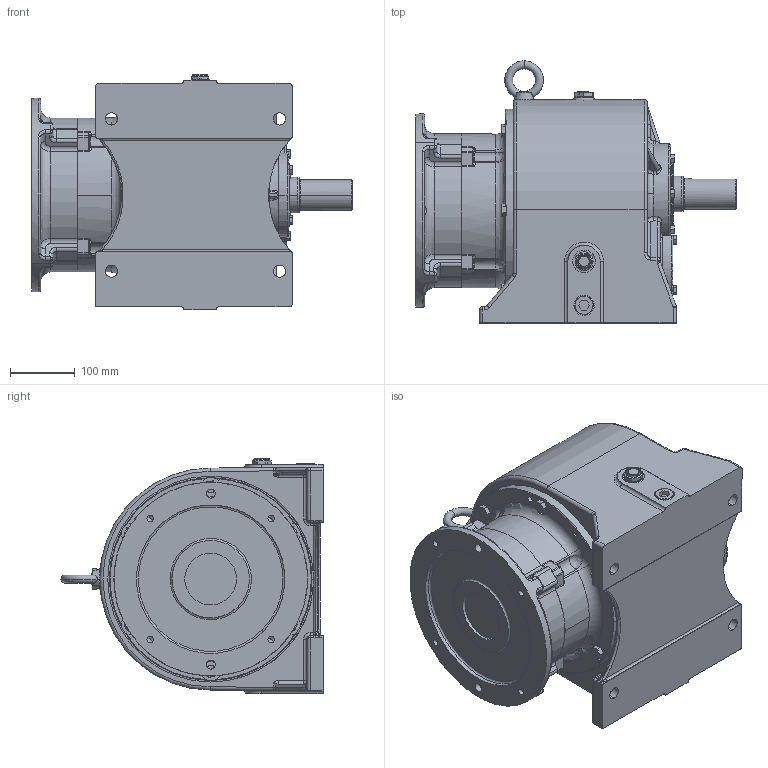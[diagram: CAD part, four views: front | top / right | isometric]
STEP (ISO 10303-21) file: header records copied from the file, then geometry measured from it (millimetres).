
FILE_DESCRIPTION (( 'STEP AP214' ), '1' );
FILE_NAME ('EK2DO07324H001_F_5.5KW_R5.STEP', '2024-01-25T05:17:41', ( '' ), ( '' ), 'SwSTEP 2.0', 'SolidWorks 2022', '' );
FILE_SCHEMA (( 'AUTOMOTIVE_DESIGN' ));
Length unit declared in the file: millimetre
Products named in the file (1): EK2DO07324H001_F_5.5KW_R5
Bounding box: 497 x 406 x 365.5 mm (x, y, z)
Volume: 31443781.9 mm3; surface area: 1133756.8 mm2
Topology: 25 solids, 26 shells, 1661 faces, 4021 edges, 2396 vertices
Faces by surface type: cylinder 622, plane 378, cone 297, bspline 203, torus 140, sphere 21
Entity records: 80693 total; most frequent: CARTESIAN_POINT 25133, ORIENTED_EDGE 7834, DIRECTION 7719, EDGE_CURVE 3917, AXIS2_PLACEMENT_3D 3115, VERTEX_POINT 2396, EDGE_LOOP 1815, UNCERTAINTY_MEASURE_WITH_UNIT 1687
